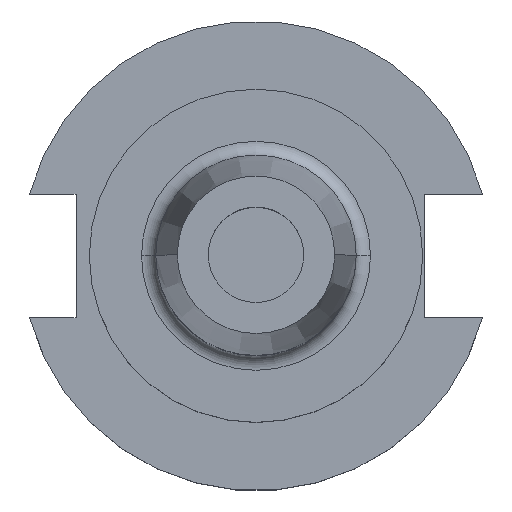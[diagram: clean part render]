
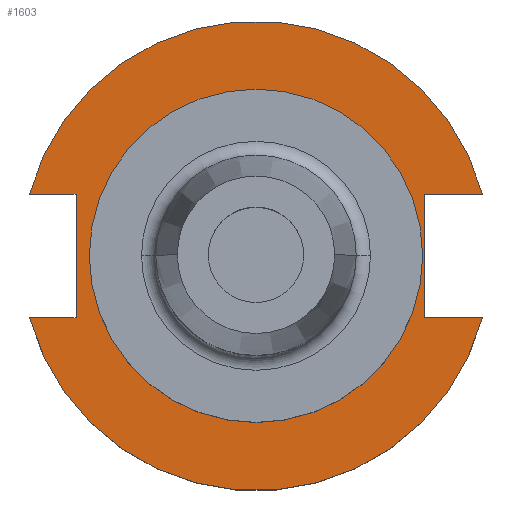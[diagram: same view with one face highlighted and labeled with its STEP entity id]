
A CAD part, top view. The second image highlights one B-rep face of the part: STEP entity #1603.
In plain terms, the highlighted planar face has unit normal (0, 0, 1).
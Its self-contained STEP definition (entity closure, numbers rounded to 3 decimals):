
#21 = EDGE_CURVE ( 'NONE', #889, #873, #1334, .T. ) ;
#38 = DIRECTION ( 'NONE',  ( 1., 0., 0. ) ) ;
#89 = CARTESIAN_POINT ( 'NONE',  ( 47.477, 12.954, 19.05 ) ) ;
#96 = CARTESIAN_POINT ( 'NONE',  ( 0., 0., 19.05 ) ) ;
#117 = DIRECTION ( 'NONE',  ( 0., 1., 0. ) ) ;
#148 = VERTEX_POINT ( 'NONE', #1208 ) ;
#161 = VERTEX_POINT ( 'NONE', #798 ) ;
#171 = AXIS2_PLACEMENT_3D ( 'NONE', #969, #1745, #826 ) ;
#205 = VECTOR ( 'NONE', #1211, 1000. ) ;
#228 = FACE_BOUND ( 'NONE', #1560, .T. ) ;
#257 = AXIS2_PLACEMENT_3D ( 'NONE', #1564, #1347, #1199 ) ;
#273 = CIRCLE ( 'NONE', #171, 49.212 ) ;
#311 = ORIENTED_EDGE ( 'NONE', *, *, #702, .F. ) ;
#339 = VERTEX_POINT ( 'NONE', #1101 ) ;
#353 = EDGE_CURVE ( 'NONE', #785, #1654, #273, .T. ) ;
#381 = CIRCLE ( 'NONE', #536, 34.925 ) ;
#384 = DIRECTION ( 'NONE',  ( 1., 0., 0. ) ) ;
#393 = EDGE_CURVE ( 'NONE', #889, #1043, #972, .T. ) ;
#401 = EDGE_CURVE ( 'NONE', #873, #148, #1316, .T. ) ;
#418 = DIRECTION ( 'NONE',  ( 0., 0., 1. ) ) ;
#427 = ORIENTED_EDGE ( 'NONE', *, *, #793, .F. ) ;
#432 = CARTESIAN_POINT ( 'NONE',  ( 0., 0., 19.05 ) ) ;
#457 = VECTOR ( 'NONE', #840, 1000. ) ;
#498 = VECTOR ( 'NONE', #1604, 1000. ) ;
#507 = DIRECTION ( 'NONE',  ( 1., 0., 0. ) ) ;
#520 = AXIS2_PLACEMENT_3D ( 'NONE', #1388, #1372, #1265 ) ;
#536 = AXIS2_PLACEMENT_3D ( 'NONE', #432, #418, #384 ) ;
#541 = LINE ( 'NONE', #971, #498 ) ;
#620 = EDGE_CURVE ( 'NONE', #1537, #1043, #938, .T. ) ;
#622 = VECTOR ( 'NONE', #38, 1000. ) ;
#662 = CARTESIAN_POINT ( 'NONE',  ( -37.719, 12.954, 19.05 ) ) ;
#675 = EDGE_CURVE ( 'NONE', #148, #1654, #541, .T. ) ;
#676 = ORIENTED_EDGE ( 'NONE', *, *, #401, .F. ) ;
#702 = EDGE_CURVE ( 'NONE', #161, #1537, #813, .T. ) ;
#713 = CIRCLE ( 'NONE', #1136, 34.925 ) ;
#717 = ORIENTED_EDGE ( 'NONE', *, *, #1251, .F. ) ;
#724 = CARTESIAN_POINT ( 'NONE',  ( -63.719, -12.954, 19.05 ) ) ;
#785 = VERTEX_POINT ( 'NONE', #89 ) ;
#793 = EDGE_CURVE ( 'NONE', #785, #161, #1662, .T. ) ;
#798 = CARTESIAN_POINT ( 'NONE',  ( 35.306, 12.954, 19.05 ) ) ;
#813 = LINE ( 'NONE', #1361, #457 ) ;
#826 = DIRECTION ( 'NONE',  ( 1., 0., 0. ) ) ;
#840 = DIRECTION ( 'NONE',  ( 0., -1., 0. ) ) ;
#873 = VERTEX_POINT ( 'NONE', #1352 ) ;
#889 = VERTEX_POINT ( 'NONE', #980 ) ;
#917 = VECTOR ( 'NONE', #117, 1000. ) ;
#938 = LINE ( 'NONE', #1087, #205 ) ;
#969 = CARTESIAN_POINT ( 'NONE',  ( 0., 0., 19.05 ) ) ;
#971 = CARTESIAN_POINT ( 'NONE',  ( -63.719, 12.954, 19.05 ) ) ;
#972 = CIRCLE ( 'NONE', #257, 49.212 ) ;
#980 = CARTESIAN_POINT ( 'NONE',  ( -47.477, -12.954, 19.05 ) ) ;
#981 = EDGE_CURVE ( 'NONE', #339, #985, #381, .T. ) ;
#985 = VERTEX_POINT ( 'NONE', #1098 ) ;
#1003 = ORIENTED_EDGE ( 'NONE', *, *, #620, .F. ) ;
#1037 = ORIENTED_EDGE ( 'NONE', *, *, #393, .T. ) ;
#1043 = VERTEX_POINT ( 'NONE', #1323 ) ;
#1087 = CARTESIAN_POINT ( 'NONE',  ( 35.306, -12.954, 19.05 ) ) ;
#1098 = CARTESIAN_POINT ( 'NONE',  ( -34.925, 0., 19.05 ) ) ;
#1101 = CARTESIAN_POINT ( 'NONE',  ( 34.925, 0., 19.05 ) ) ;
#1118 = CARTESIAN_POINT ( 'NONE',  ( 35.306, 12.954, 19.05 ) ) ;
#1132 = CARTESIAN_POINT ( 'NONE',  ( -47.477, 12.954, 19.05 ) ) ;
#1136 = AXIS2_PLACEMENT_3D ( 'NONE', #96, #1238, #507 ) ;
#1144 = ORIENTED_EDGE ( 'NONE', *, *, #353, .T. ) ;
#1199 = DIRECTION ( 'NONE',  ( 1., 0., 0. ) ) ;
#1208 = CARTESIAN_POINT ( 'NONE',  ( -37.719, 12.954, 19.05 ) ) ;
#1211 = DIRECTION ( 'NONE',  ( 1., 0., 0. ) ) ;
#1238 = DIRECTION ( 'NONE',  ( 0., 0., 1. ) ) ;
#1251 = EDGE_CURVE ( 'NONE', #985, #339, #713, .T. ) ;
#1265 = DIRECTION ( 'NONE',  ( 1., 0., 0. ) ) ;
#1270 = EDGE_LOOP ( 'NONE', ( #1037, #1003, #311, #427, #1144, #1497, #676, #1653 ) ) ;
#1314 = VECTOR ( 'NONE', #1512, 1000. ) ;
#1316 = LINE ( 'NONE', #662, #917 ) ;
#1323 = CARTESIAN_POINT ( 'NONE',  ( 47.477, -12.954, 19.05 ) ) ;
#1334 = LINE ( 'NONE', #724, #622 ) ;
#1347 = DIRECTION ( 'NONE',  ( 0., 0., 1. ) ) ;
#1352 = CARTESIAN_POINT ( 'NONE',  ( -37.719, -12.954, 19.05 ) ) ;
#1361 = CARTESIAN_POINT ( 'NONE',  ( 35.306, 12.954, 19.05 ) ) ;
#1372 = DIRECTION ( 'NONE',  ( 0., 0., 1. ) ) ;
#1388 = CARTESIAN_POINT ( 'NONE',  ( 0., 49.212, 19.05 ) ) ;
#1391 = ORIENTED_EDGE ( 'NONE', *, *, #981, .F. ) ;
#1401 = PLANE ( 'NONE',  #520 ) ;
#1497 = ORIENTED_EDGE ( 'NONE', *, *, #675, .F. ) ;
#1512 = DIRECTION ( 'NONE',  ( -1., 0., 0. ) ) ;
#1537 = VERTEX_POINT ( 'NONE', #1636 ) ;
#1560 = EDGE_LOOP ( 'NONE', ( #1391, #717 ) ) ;
#1564 = CARTESIAN_POINT ( 'NONE',  ( 0., 0., 19.05 ) ) ;
#1603 = ADVANCED_FACE ( 'NONE', ( #228, #1744 ), #1401, .T. ) ;
#1604 = DIRECTION ( 'NONE',  ( -1., 0., 0. ) ) ;
#1636 = CARTESIAN_POINT ( 'NONE',  ( 35.306, -12.954, 19.05 ) ) ;
#1653 = ORIENTED_EDGE ( 'NONE', *, *, #21, .F. ) ;
#1654 = VERTEX_POINT ( 'NONE', #1132 ) ;
#1662 = LINE ( 'NONE', #1118, #1314 ) ;
#1744 = FACE_OUTER_BOUND ( 'NONE', #1270, .T. ) ;
#1745 = DIRECTION ( 'NONE',  ( 0., 0., 1. ) ) ;
